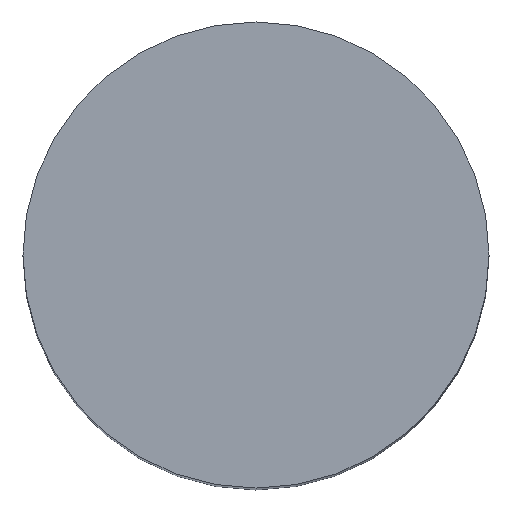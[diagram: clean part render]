
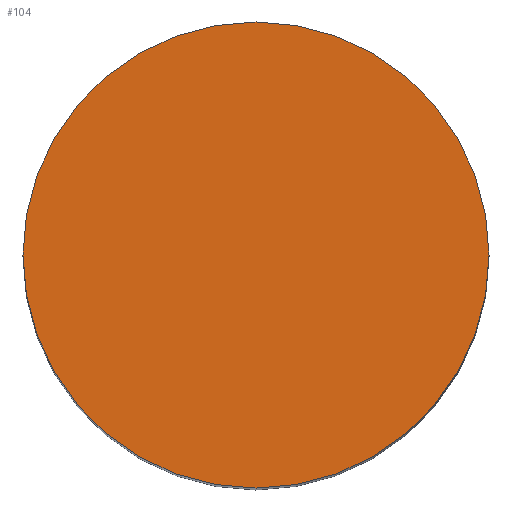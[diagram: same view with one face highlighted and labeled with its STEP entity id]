
A CAD part, top view. The second image highlights one B-rep face of the part: STEP entity #104.
In plain terms, the highlighted planar face has unit normal (0, 0, 1).
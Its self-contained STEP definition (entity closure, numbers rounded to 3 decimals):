
#83=EDGE_CURVE('240[2]',#227,#227,#228,.T.);
#104=ADVANCED_FACE('240[2]',(#259),#260,.T.);
#227=VERTEX_POINT('',#414);
#228=CIRCLE('',#415,38.0);
#259=FACE_OUTER_BOUND('',#459,.T.);
#260=PLANE('',#460);
#414=CARTESIAN_POINT('',(38.0,0.,0.0));
#415=AXIS2_PLACEMENT_3D('',#661,#662,#663);
#459=EDGE_LOOP('',(#691));
#460=AXIS2_PLACEMENT_3D('',#692,#693,#694);
#661=CARTESIAN_POINT('',(0.0,0.0,0.0));
#662=DIRECTION('',(0.0,0.0,-1.0));
#663=DIRECTION('',(0.0,1.0,0.0));
#691=ORIENTED_EDGE('',*,*,#83,.F.);
#692=CARTESIAN_POINT('',(6.731,37.399,0.0));
#693=DIRECTION('',(0.0,0.0,1.0));
#694=DIRECTION('',(-1.0,0.0,0.0));
